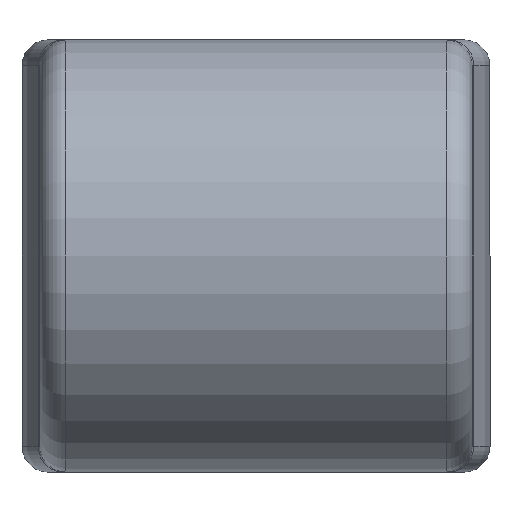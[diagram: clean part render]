
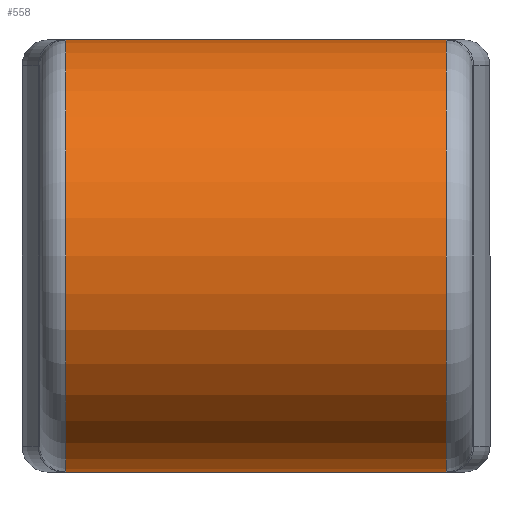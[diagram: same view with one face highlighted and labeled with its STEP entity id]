
A CAD part, left-side view. The second image highlights one B-rep face of the part: STEP entity #558.
In plain terms, the highlighted cylindrical face has radius 12.5 mm (diameter 25 mm), a partial arc.
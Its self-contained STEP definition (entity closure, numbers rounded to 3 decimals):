
#275=CARTESIAN_POINT('',(0.,11.0,25.0));
#276=VERTEX_POINT('',#275);
#307=CARTESIAN_POINT('',(0.,11.0,0.0));
#308=VERTEX_POINT('',#307);
#316=CARTESIAN_POINT('',(0.,11.0,12.5));
#317=DIRECTION('',(0.0,1.0,0.0));
#318=DIRECTION('',(-1.0,0.0,0.0));
#319=AXIS2_PLACEMENT_3D('',#316,#317,#318);
#320=CIRCLE('',#319,12.5);
#321=EDGE_CURVE('',#308,#276,#320,.T.);
#409=CARTESIAN_POINT('',(0.,-11.0,0.0));
#410=VERTEX_POINT('',#409);
#441=CARTESIAN_POINT('',(0.,-11.0,25.0));
#442=VERTEX_POINT('',#441);
#450=CARTESIAN_POINT('',(0.,-11.0,12.5));
#451=DIRECTION('',(0.0,-1.0,0.0));
#452=DIRECTION('',(-1.0,0.0,0.0));
#453=AXIS2_PLACEMENT_3D('',#450,#451,#452);
#454=CIRCLE('',#453,12.5);
#455=EDGE_CURVE('',#442,#410,#454,.T.);
#522=CARTESIAN_POINT('',(0.,11.0,25.0));
#523=DIRECTION('',(0.0,-1.0,0.0));
#524=VECTOR('',#523,22.0);
#525=LINE('',#522,#524);
#526=EDGE_CURVE('',#276,#442,#525,.T.);
#542=CARTESIAN_POINT('',(0.,-12.5,12.5));
#543=DIRECTION('',(0.0,1.0,0.0));
#544=DIRECTION('',(-1.0,0.0,0.0));
#545=AXIS2_PLACEMENT_3D('',#542,#543,#544);
#546=CYLINDRICAL_SURFACE('',#545,12.5);
#547=ORIENTED_EDGE('',*,*,#455,.F.);
#548=ORIENTED_EDGE('',*,*,#526,.F.);
#549=ORIENTED_EDGE('',*,*,#321,.F.);
#550=CARTESIAN_POINT('',(0.,-11.0,0.0));
#551=DIRECTION('',(0.0,1.0,0.0));
#552=VECTOR('',#551,22.0);
#553=LINE('',#550,#552);
#554=EDGE_CURVE('',#410,#308,#553,.T.);
#555=ORIENTED_EDGE('',*,*,#554,.F.);
#556=EDGE_LOOP('',(#547,#548,#549,#555));
#557=FACE_OUTER_BOUND('',#556,.T.);
#558=ADVANCED_FACE('',(#557),#546,.T.);
